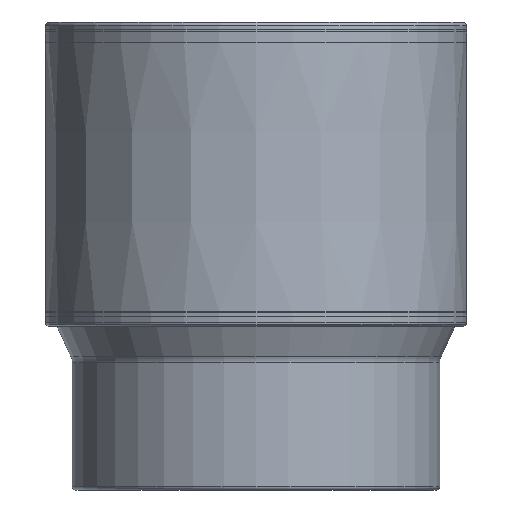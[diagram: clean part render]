
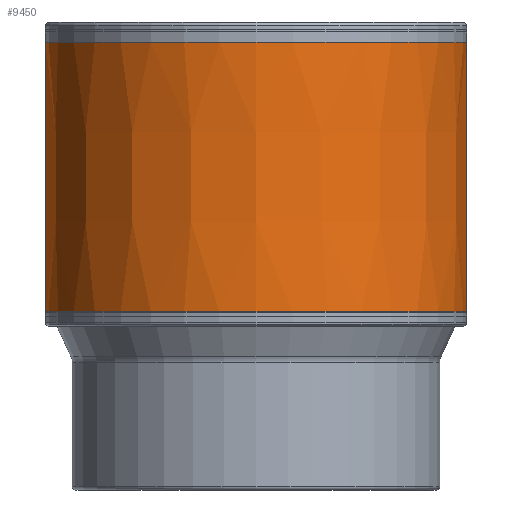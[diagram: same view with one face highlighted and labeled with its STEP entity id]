
A CAD part, left-side view. The second image highlights one B-rep face of the part: STEP entity #9450.
In plain terms, the highlighted conical face has half-angle 0.002 degrees and reference radius 31.501 mm.
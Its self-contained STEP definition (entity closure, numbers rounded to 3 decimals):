
#530=CARTESIAN_POINT('',(0.,31.501,66.948));
#563=CARTESIAN_POINT('',(0.,-31.501,66.948));
#596=CARTESIAN_POINT('',(0.,0.,66.948));
#597=DIRECTION('',(0.,0.,1.));
#598=DIRECTION('',(0.,1.,0.));
#599=AXIS2_PLACEMENT_3D('',#596,#597,#598);
#4455=CARTESIAN_POINT('',(0.,31.5,26.661));
#4488=CARTESIAN_POINT('',(0.,-31.5,26.661));
#4495=DIRECTION('',(0.,0.,1.));
#4496=VECTOR('',#4495,40.287);
#4497=CARTESIAN_POINT('',(0.,31.5,26.661));
#4498=LINE('',#4497,#4496);
#4499=DIRECTION('',(0.,0.,1.));
#4500=VECTOR('',#4499,40.287);
#4501=CARTESIAN_POINT('',(0.,-31.5,26.661));
#4502=LINE('',#4501,#4500);
#4503=CARTESIAN_POINT('',(0.,0.,26.661));
#4504=DIRECTION('',(0.,0.,1.));
#4505=DIRECTION('',(0.,1.,0.));
#4506=AXIS2_PLACEMENT_3D('',#4503,#4504,#4505);
#4513=VERTEX_POINT('',#530);
#4567=VERTEX_POINT('',#4455);
#4568=VERTEX_POINT('',#563);
#4622=VERTEX_POINT('',#4488);
#9437=CARTESIAN_POINT('',(0.,0.,46.805));
#9438=DIRECTION('',(0.,0.,1.));
#9439=DIRECTION('',(0.,1.,0.));
#9440=AXIS2_PLACEMENT_3D('',#9437,#9438,#9439);
#9441=CONICAL_SURFACE('',#9440,31.501,0.002);
#9443=ORIENTED_EDGE('',*,*,#9442,.T.);
#9444=ORIENTED_EDGE('',*,*,#4712,.T.);
#9446=ORIENTED_EDGE('',*,*,#9445,.F.);
#9447=ORIENTED_EDGE('',*,*,#9430,.F.);
#9448=EDGE_LOOP('',(#9443,#9444,#9446,#9447));
#9449=FACE_OUTER_BOUND('',#9448,.F.);
#9450=ADVANCED_FACE('',(#9449),#9441,.T.);
#600=CIRCLE('',#599,31.501);
#4507=CIRCLE('',#4506,31.5);
#4712=EDGE_CURVE('',#4513,#4568,#600,.T.);
#9430=EDGE_CURVE('',#4567,#4622,#4507,.T.);
#9442=EDGE_CURVE('',#4567,#4513,#4498,.T.);
#9445=EDGE_CURVE('',#4622,#4568,#4502,.T.);
